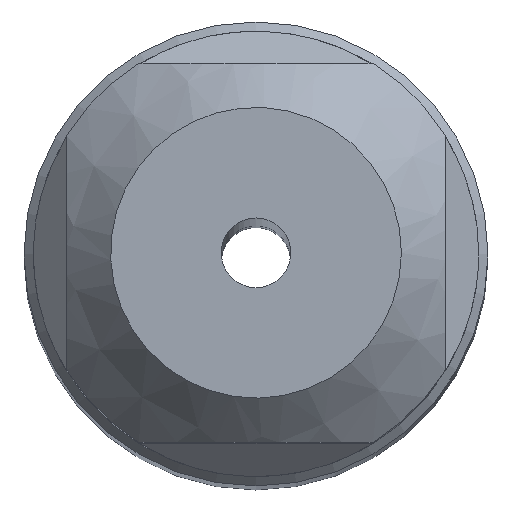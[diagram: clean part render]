
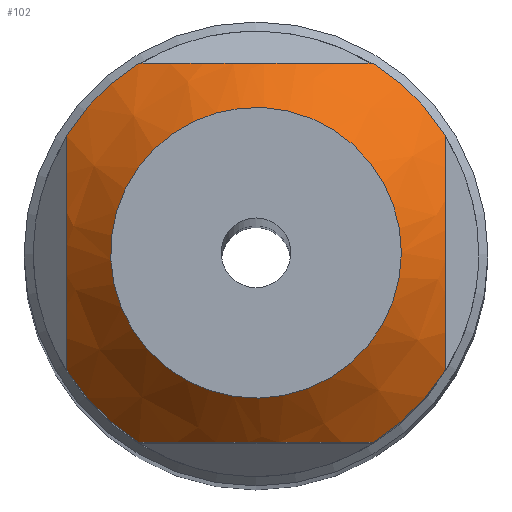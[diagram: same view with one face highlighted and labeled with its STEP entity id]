
A CAD part, top view. The second image highlights one B-rep face of the part: STEP entity #102.
In plain terms, the highlighted conical face has half-angle 45 degrees and reference radius 1.88 mm.
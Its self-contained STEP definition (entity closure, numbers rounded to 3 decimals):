
#93=CONICAL_SURFACE('',#457,1.88,45.);
#102=ADVANCED_FACE('',(#140,#141),#93,.T.);
#140=FACE_BOUND('',#176,.T.);
#141=FACE_BOUND('',#177,.T.);
#176=EDGE_LOOP('',(#235));
#177=EDGE_LOOP('',(#236,#237,#238,#239,#240,#241,#242,#243));
#235=ORIENTED_EDGE('',*,*,#349,.F.);
#236=ORIENTED_EDGE('',*,*,#336,.T.);
#237=ORIENTED_EDGE('',*,*,#350,.T.);
#238=ORIENTED_EDGE('',*,*,#348,.T.);
#239=ORIENTED_EDGE('',*,*,#351,.T.);
#240=ORIENTED_EDGE('',*,*,#344,.T.);
#241=ORIENTED_EDGE('',*,*,#352,.T.);
#242=ORIENTED_EDGE('',*,*,#340,.T.);
#243=ORIENTED_EDGE('',*,*,#353,.T.);
#301=VERTEX_POINT('',#653);
#303=VERTEX_POINT('',#657);
#304=VERTEX_POINT('',#659);
#307=VERTEX_POINT('',#665);
#308=VERTEX_POINT('',#667);
#311=VERTEX_POINT('',#673);
#312=VERTEX_POINT('',#675);
#315=VERTEX_POINT('',#681);
#316=VERTEX_POINT('',#685);
#336=EDGE_CURVE('',#304,#303,#374,.T.);
#340=EDGE_CURVE('',#308,#307,#375,.T.);
#344=EDGE_CURVE('',#312,#311,#376,.T.);
#348=EDGE_CURVE('',#301,#315,#377,.T.);
#349=EDGE_CURVE('',#316,#316,#378,.T.);
#350=EDGE_CURVE('',#303,#301,#396,.T.);
#351=EDGE_CURVE('',#315,#312,#397,.T.);
#352=EDGE_CURVE('',#311,#308,#398,.T.);
#353=EDGE_CURVE('',#307,#304,#399,.T.);
#374=CIRCLE('',#448,2.88);
#375=CIRCLE('',#450,2.88);
#376=CIRCLE('',#452,2.88);
#377=CIRCLE('',#454,2.88);
#378=CIRCLE('',#456,1.88);
#396=B_SPLINE_CURVE_WITH_KNOTS('',3,(#686,#687,#688,#689,#690,#691),
 .UNSPECIFIED.,.F.,.F.,(4,2,4),(0.,0.5,1.),.UNSPECIFIED.);
#397=B_SPLINE_CURVE_WITH_KNOTS('',3,(#692,#693,#694,#695,#696,#697),
 .UNSPECIFIED.,.F.,.F.,(4,2,4),(0.,0.5,1.),.UNSPECIFIED.);
#398=B_SPLINE_CURVE_WITH_KNOTS('',3,(#698,#699,#700,#701,#702,#703),
 .UNSPECIFIED.,.F.,.F.,(4,2,4),(0.,0.5,1.),.UNSPECIFIED.);
#399=B_SPLINE_CURVE_WITH_KNOTS('',3,(#704,#705,#706,#707,#708,#709),
 .UNSPECIFIED.,.F.,.F.,(4,2,4),(0.,0.5,1.),.UNSPECIFIED.);
#448=AXIS2_PLACEMENT_3D('',#658,#522,#523);
#450=AXIS2_PLACEMENT_3D('',#666,#528,#529);
#452=AXIS2_PLACEMENT_3D('',#674,#534,#535);
#454=AXIS2_PLACEMENT_3D('',#682,#540,#541);
#456=AXIS2_PLACEMENT_3D('',#684,#544,#545);
#457=AXIS2_PLACEMENT_3D('',#710,#546,#547);
#522=DIRECTION('',(0.,0.,1.));
#523=DIRECTION('',(-1.,0.,0.));
#528=DIRECTION('',(0.,0.,1.));
#529=DIRECTION('',(-1.,0.,0.));
#534=DIRECTION('',(0.,0.,1.));
#535=DIRECTION('',(-1.,0.,0.));
#540=DIRECTION('',(0.,0.,1.));
#541=DIRECTION('',(-1.,0.,0.));
#544=DIRECTION('',(0.,0.,1.));
#545=DIRECTION('',(1.,0.,0.));
#546=DIRECTION('',(0.,0.,-1.));
#547=DIRECTION('',(-1.,0.,0.));
#653=CARTESIAN_POINT('',(2.45,1.514,-1.));
#657=CARTESIAN_POINT('',(2.45,-1.514,-1.));
#658=CARTESIAN_POINT('',(0.,0.,-1.));
#659=CARTESIAN_POINT('',(1.514,-2.45,-1.));
#665=CARTESIAN_POINT('',(-1.514,-2.45,-1.));
#666=CARTESIAN_POINT('',(0.,0.,-1.));
#667=CARTESIAN_POINT('',(-2.45,-1.514,-1.));
#673=CARTESIAN_POINT('',(-2.45,1.514,-1.));
#674=CARTESIAN_POINT('',(0.,0.,-1.));
#675=CARTESIAN_POINT('',(-1.514,2.45,-1.));
#681=CARTESIAN_POINT('',(1.514,2.45,-1.));
#682=CARTESIAN_POINT('',(0.,0.,-1.));
#684=CARTESIAN_POINT('',(0.,0.,0.));
#685=CARTESIAN_POINT('',(1.88,0.,0.));
#686=CARTESIAN_POINT('',(2.45,-1.514,-1.));
#687=CARTESIAN_POINT('',(2.45,-1.043,-0.752));
#688=CARTESIAN_POINT('',(2.45,-0.528,-0.57));
#689=CARTESIAN_POINT('',(2.45,0.527,-0.57));
#690=CARTESIAN_POINT('',(2.45,1.043,-0.752));
#691=CARTESIAN_POINT('',(2.45,1.514,-1.));
#692=CARTESIAN_POINT('',(1.514,2.45,-1.));
#693=CARTESIAN_POINT('',(1.043,2.45,-0.752));
#694=CARTESIAN_POINT('',(0.528,2.45,-0.57));
#695=CARTESIAN_POINT('',(-0.527,2.45,-0.57));
#696=CARTESIAN_POINT('',(-1.043,2.45,-0.752));
#697=CARTESIAN_POINT('',(-1.514,2.45,-1.));
#698=CARTESIAN_POINT('',(-2.45,1.514,-1.));
#699=CARTESIAN_POINT('',(-2.45,1.043,-0.752));
#700=CARTESIAN_POINT('',(-2.45,0.527,-0.57));
#701=CARTESIAN_POINT('',(-2.45,-0.528,-0.57));
#702=CARTESIAN_POINT('',(-2.45,-1.043,-0.752));
#703=CARTESIAN_POINT('',(-2.45,-1.514,-1.));
#704=CARTESIAN_POINT('',(-1.514,-2.45,-1.));
#705=CARTESIAN_POINT('',(-1.043,-2.45,-0.752));
#706=CARTESIAN_POINT('',(-0.527,-2.45,-0.57));
#707=CARTESIAN_POINT('',(0.528,-2.45,-0.57));
#708=CARTESIAN_POINT('',(1.043,-2.45,-0.752));
#709=CARTESIAN_POINT('',(1.514,-2.45,-1.));
#710=CARTESIAN_POINT('',(0.,0.,0.));
